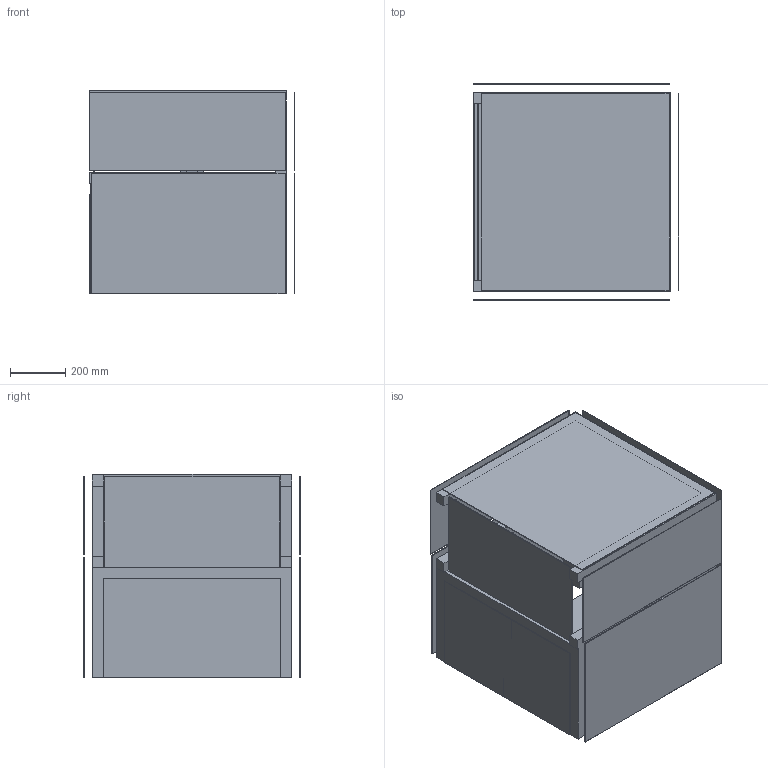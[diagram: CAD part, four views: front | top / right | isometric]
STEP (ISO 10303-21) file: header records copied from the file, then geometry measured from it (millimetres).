
FILE_DESCRIPTION(/* description */ (''),/* implementation_level */ '2;1');
FILE_NAME(/* name */ 'MeasChamV4_withProbeHead_forHorn_Z150.stp',/* time_stamp */ '2024-10-09T17:28:47+02:00',/* author */ ('Nils Bade'),/* organization */ (''),/* preprocessor_version */ 'ST-DEVELOPER v19',/* originating_system */ 'Autodesk Inventor 2023',/* authorisation */ '');
FILE_SCHEMA (('AUTOMOTIVE_DESIGN { 1 0 10303 214 3 1 1 }'));
Length unit declared in the file: millimetre
Products named in the file (1): MeasurementChamber V4 - SimulationAssembly_Vereinfachen_Stufe3
Bounding box: 743.24 x 782 x 735.15 mm (x, y, z)
Volume: 22397449.5 mm3; surface area: 6803927.8 mm2
Topology: 13 solids, 13 shells, 123 faces, 278 edges, 178 vertices
Faces by surface type: plane 123
Entity records: 3631 total; most frequent: CARTESIAN_POINT 580, ORIENTED_EDGE 556, DIRECTION 526, LINE 278, VECTOR 278, EDGE_CURVE 278, VERTEX_POINT 178, EDGE_LOOP 126
